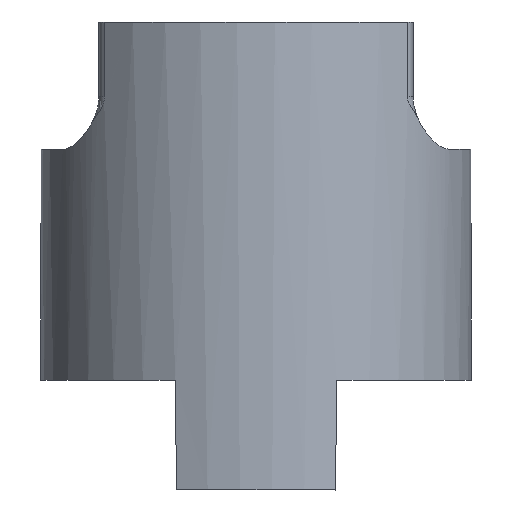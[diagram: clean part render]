
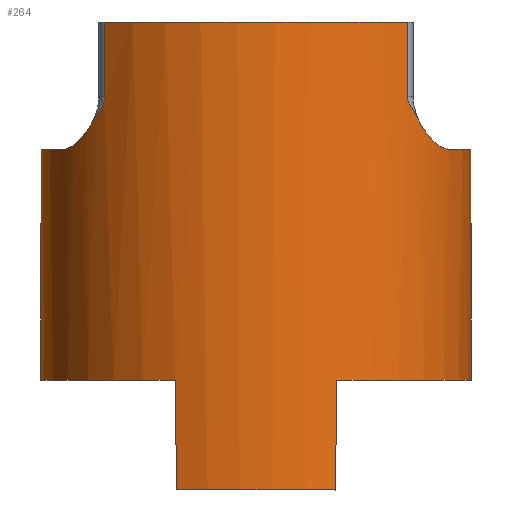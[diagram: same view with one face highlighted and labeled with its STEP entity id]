
A CAD part, front view. The second image highlights one B-rep face of the part: STEP entity #264.
In plain terms, the highlighted cylindrical face has radius 6.223 mm (diameter 12.446 mm), a partial arc.
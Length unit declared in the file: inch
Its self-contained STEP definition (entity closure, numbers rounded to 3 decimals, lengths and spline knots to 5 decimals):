
#50=CARTESIAN_POINT('',(0.13413,0.65369,-0.00394));
#51=DIRECTION('',(0.0,0.0,1.0));
#52=DIRECTION('',(1.0,0.0,0.0));
#53=AXIS2_PLACEMENT_3D('',#50,#51,#52);
#54=CYLINDRICAL_SURFACE('',#53,0.245);
#55=CARTESIAN_POINT('',(0.04213,0.88076,0.125));
#56=VERTEX_POINT('',#55);
#57=CARTESIAN_POINT('',(0.04213,0.42662,0.125));
#58=VERTEX_POINT('',#57);
#59=CARTESIAN_POINT('',(0.13413,0.65369,0.125));
#60=DIRECTION('',(0.0,0.0,1.0));
#61=DIRECTION('',(1.0,0.0,0.0));
#62=AXIS2_PLACEMENT_3D('',#59,#60,#61);
#63=CIRCLE('',#62,0.245);
#64=EDGE_CURVE('',#56,#58,#63,.T.);
#65=ORIENTED_EDGE('',*,*,#64,.T.);
#66=CARTESIAN_POINT('',(0.04363,0.42602,0.));
#67=VERTEX_POINT('',#66);
#68=CARTESIAN_POINT('',(0.04213,0.42662,0.125));
#69=CARTESIAN_POINT('',(0.04263,0.42642,0.08339));
#70=CARTESIAN_POINT('',(0.04313,0.42622,0.04172));
#71=CARTESIAN_POINT('',(0.04363,0.42602,0.));
#79=(BOUNDED_CURVE()B_SPLINE_CURVE(3,(#68,#69,#70,#71),.UNSPECIFIED.,.F.,.U.)B_SPLINE_CURVE_WITH_KNOTS((4,4),(1.18585,1.19245),.UNSPECIFIED.)CURVE()GEOMETRIC_REPRESENTATION_ITEM()RATIONAL_B_SPLINE_CURVE((1.0,1.,1.,1.0))REPRESENTATION_ITEM(''));
#80=EDGE_CURVE('',#58,#67,#79,.T.);
#81=ORIENTED_EDGE('',*,*,#80,.T.);
#82=CARTESIAN_POINT('',(0.22463,0.42602,0.));
#83=VERTEX_POINT('',#82);
#84=CARTESIAN_POINT('',(0.13413,0.65369,0.0));
#85=DIRECTION('',(0.0,0.0,1.0));
#86=DIRECTION('',(1.0,0.0,0.0));
#87=AXIS2_PLACEMENT_3D('',#84,#85,#86);
#88=CIRCLE('',#87,0.245);
#89=EDGE_CURVE('',#67,#83,#88,.T.);
#90=ORIENTED_EDGE('',*,*,#89,.T.);
#91=CARTESIAN_POINT('',(0.22613,0.42662,0.125));
#92=VERTEX_POINT('',#91);
#93=CARTESIAN_POINT('',(0.22463,0.42602,0.));
#94=CARTESIAN_POINT('',(0.22513,0.42622,0.04172));
#95=CARTESIAN_POINT('',(0.22563,0.42642,0.08339));
#96=CARTESIAN_POINT('',(0.22613,0.42662,0.125));
#104=(BOUNDED_CURVE()B_SPLINE_CURVE(3,(#93,#94,#95,#96),.UNSPECIFIED.,.F.,.U.)B_SPLINE_CURVE_WITH_KNOTS((4,4),(5.09074,5.09734),.UNSPECIFIED.)CURVE()GEOMETRIC_REPRESENTATION_ITEM()RATIONAL_B_SPLINE_CURVE((1.0,1.,1.,1.0))REPRESENTATION_ITEM(''));
#105=EDGE_CURVE('',#83,#92,#104,.T.);
#106=ORIENTED_EDGE('',*,*,#105,.T.);
#107=CARTESIAN_POINT('',(0.22613,0.88076,0.125));
#108=VERTEX_POINT('',#107);
#109=CARTESIAN_POINT('',(0.13413,0.65369,0.125));
#110=DIRECTION('',(0.0,0.0,1.0));
#111=DIRECTION('',(1.0,0.0,0.0));
#112=AXIS2_PLACEMENT_3D('',#109,#110,#111);
#113=CIRCLE('',#112,0.245);
#114=EDGE_CURVE('',#92,#108,#113,.T.);
#115=ORIENTED_EDGE('',*,*,#114,.T.);
#116=CARTESIAN_POINT('',(0.22463,0.88136,0.));
#117=VERTEX_POINT('',#116);
#118=CARTESIAN_POINT('',(0.22613,0.88076,0.125));
#119=CARTESIAN_POINT('',(0.22563,0.88096,0.08339));
#120=CARTESIAN_POINT('',(0.22513,0.88116,0.04172));
#121=CARTESIAN_POINT('',(0.22463,0.88136,0.));
#129=(BOUNDED_CURVE()B_SPLINE_CURVE(3,(#118,#119,#120,#121),.UNSPECIFIED.,.F.,.U.)B_SPLINE_CURVE_WITH_KNOTS((4,4),(1.18585,1.19245),.UNSPECIFIED.)CURVE()GEOMETRIC_REPRESENTATION_ITEM()RATIONAL_B_SPLINE_CURVE((1.0,1.,1.,1.0))REPRESENTATION_ITEM(''));
#130=EDGE_CURVE('',#108,#117,#129,.T.);
#131=ORIENTED_EDGE('',*,*,#130,.T.);
#132=CARTESIAN_POINT('',(0.2238,0.88169,0.0));
#133=VERTEX_POINT('',#132);
#134=CARTESIAN_POINT('',(0.13413,0.65369,0.0));
#135=DIRECTION('',(0.0,0.0,-1.0));
#136=DIRECTION('',(-1.0,0.0,0.0));
#137=AXIS2_PLACEMENT_3D('',#134,#135,#136);
#138=CIRCLE('',#137,0.245);
#139=EDGE_CURVE('',#133,#117,#138,.T.);
#140=ORIENTED_EDGE('',*,*,#139,.F.);
#141=CARTESIAN_POINT('',(0.2238,0.88169,0.388));
#142=VERTEX_POINT('',#141);
#143=CARTESIAN_POINT('',(0.2238,0.88169,0.0));
#144=DIRECTION('',(0.0,0.0,1.0));
#145=VECTOR('',#144,0.388);
#146=LINE('',#143,#145);
#147=EDGE_CURVE('',#133,#142,#146,.T.);
#148=ORIENTED_EDGE('',*,*,#147,.T.);
#149=CARTESIAN_POINT('',(0.35428,0.54618,0.388));
#150=VERTEX_POINT('',#149);
#151=CARTESIAN_POINT('',(0.13413,0.65369,0.388));
#152=DIRECTION('',(0.0,0.0,-1.0));
#153=DIRECTION('',(1.0,0.0,0.0));
#154=AXIS2_PLACEMENT_3D('',#151,#152,#153);
#155=CIRCLE('',#154,0.245);
#156=EDGE_CURVE('',#142,#150,#155,.T.);
#157=ORIENTED_EDGE('',*,*,#156,.T.);
#158=CARTESIAN_POINT('',(0.30722,0.48029,0.448));
#159=VERTEX_POINT('',#158);
#160=CARTESIAN_POINT('',(0.35428,0.54618,0.388));
#161=CARTESIAN_POINT('',(0.35232,0.54216,0.388));
#162=CARTESIAN_POINT('',(0.35027,0.53825,0.38841));
#163=CARTESIAN_POINT('',(0.34603,0.53065,0.39003));
#164=CARTESIAN_POINT('',(0.34382,0.52692,0.39125));
#165=CARTESIAN_POINT('',(0.33723,0.51641,0.39597));
#166=CARTESIAN_POINT('',(0.33275,0.5101,0.40062));
#167=CARTESIAN_POINT('',(0.32449,0.49932,0.41186));
#168=CARTESIAN_POINT('',(0.32068,0.49478,0.41848));
#169=CARTESIAN_POINT('',(0.31366,0.48689,0.43278));
#170=CARTESIAN_POINT('',(0.30588,0.47897,0.43935));
#171=CARTESIAN_POINT('',(0.30722,0.48029,0.448));
#172=B_SPLINE_CURVE_WITH_KNOTS('',3,(#160,#161,#162,#163,#164,#165,#166,#167,#168,#169,#170,#171),.UNSPECIFIED.,.F.,.U.,(4,2,2,2,2,4),(0.,0.00034,0.00067,0.00135,0.00202,0.0027),.UNSPECIFIED.);
#173=EDGE_CURVE('',#150,#159,#172,.T.);
#174=ORIENTED_EDGE('',*,*,#173,.T.);
#175=CARTESIAN_POINT('',(0.30722,0.48029,0.533));
#176=VERTEX_POINT('',#175);
#177=CARTESIAN_POINT('',(0.30722,0.48029,0.448));
#178=DIRECTION('',(0.,0.,1.0));
#179=VECTOR('',#178,0.085);
#180=LINE('',#177,#179);
#181=EDGE_CURVE('',#159,#176,#180,.T.);
#182=ORIENTED_EDGE('',*,*,#181,.T.);
#183=CARTESIAN_POINT('',(-0.03896,0.48029,0.533));
#184=VERTEX_POINT('',#183);
#185=CARTESIAN_POINT('',(0.13413,0.65369,0.533));
#186=DIRECTION('',(0.0,0.0,-1.0));
#187=DIRECTION('',(1.0,0.0,0.0));
#188=AXIS2_PLACEMENT_3D('',#185,#186,#187);
#189=CIRCLE('',#188,0.245);
#190=EDGE_CURVE('',#176,#184,#189,.T.);
#191=ORIENTED_EDGE('',*,*,#190,.T.);
#192=CARTESIAN_POINT('',(-0.03896,0.48029,0.448));
#193=VERTEX_POINT('',#192);
#194=CARTESIAN_POINT('',(-0.03896,0.48029,0.533));
#195=DIRECTION('',(0.,0.,-1.0));
#196=VECTOR('',#195,0.085);
#197=LINE('',#194,#196);
#198=EDGE_CURVE('',#184,#193,#197,.T.);
#199=ORIENTED_EDGE('',*,*,#198,.T.);
#200=CARTESIAN_POINT('',(-0.05215,0.49455,0.41936));
#201=VERTEX_POINT('',#200);
#202=CARTESIAN_POINT('',(-0.03896,0.48029,0.448));
#203=CARTESIAN_POINT('',(-0.03728,0.47862,0.43671));
#204=CARTESIAN_POINT('',(-0.04733,0.4889,0.42824));
#205=CARTESIAN_POINT('',(-0.05215,0.49455,0.41936));
#206=B_SPLINE_CURVE_WITH_KNOTS('',3,(#202,#203,#204,#205),.UNSPECIFIED.,.F.,.U.,(4,4),(-0.00001,0.00087),.UNSPECIFIED.);
#207=EDGE_CURVE('',#193,#201,#206,.T.);
#208=ORIENTED_EDGE('',*,*,#207,.T.);
#209=CARTESIAN_POINT('',(-0.08603,0.54618,0.388));
#210=VERTEX_POINT('',#209);
#211=CARTESIAN_POINT('',(-0.05215,0.49455,0.41936));
#212=CARTESIAN_POINT('',(-0.05714,0.50039,0.41017));
#213=CARTESIAN_POINT('',(-0.06283,0.50759,0.40218));
#214=CARTESIAN_POINT('',(-0.07178,0.52082,0.39381));
#215=CARTESIAN_POINT('',(-0.07474,0.5255,0.39168));
#216=CARTESIAN_POINT('',(-0.08055,0.53548,0.38877));
#217=CARTESIAN_POINT('',(-0.08341,0.54083,0.388));
#218=CARTESIAN_POINT('',(-0.08603,0.54618,0.388));
#219=B_SPLINE_CURVE_WITH_KNOTS('',3,(#211,#212,#213,#214,#215,#216,#217,#218),.UNSPECIFIED.,.F.,.U.,(4,2,2,4),(0.00087,0.00178,0.00224,0.00269),.UNSPECIFIED.);
#220=EDGE_CURVE('',#201,#210,#219,.T.);
#221=ORIENTED_EDGE('',*,*,#220,.T.);
#222=CARTESIAN_POINT('',(0.04445,0.88169,0.388));
#223=VERTEX_POINT('',#222);
#224=CARTESIAN_POINT('',(0.13413,0.65369,0.388));
#225=DIRECTION('',(0.0,0.0,-1.0));
#226=DIRECTION('',(1.0,0.0,0.0));
#227=AXIS2_PLACEMENT_3D('',#224,#225,#226);
#228=CIRCLE('',#227,0.245);
#229=EDGE_CURVE('',#210,#223,#228,.T.);
#230=ORIENTED_EDGE('',*,*,#229,.T.);
#231=CARTESIAN_POINT('',(0.04445,0.88169,0.0));
#232=VERTEX_POINT('',#231);
#233=CARTESIAN_POINT('',(0.04445,0.88169,0.388));
#234=DIRECTION('',(0.0,0.0,-1.0));
#235=VECTOR('',#234,0.388);
#236=LINE('',#233,#235);
#237=EDGE_CURVE('',#223,#232,#236,.T.);
#238=ORIENTED_EDGE('',*,*,#237,.T.);
#239=CARTESIAN_POINT('',(0.04363,0.88136,0.));
#240=VERTEX_POINT('',#239);
#241=CARTESIAN_POINT('',(0.13413,0.65369,0.0));
#242=DIRECTION('',(0.0,0.0,1.0));
#243=DIRECTION('',(1.0,0.0,0.0));
#244=AXIS2_PLACEMENT_3D('',#241,#242,#243);
#245=CIRCLE('',#244,0.245);
#246=EDGE_CURVE('',#232,#240,#245,.T.);
#247=ORIENTED_EDGE('',*,*,#246,.T.);
#248=CARTESIAN_POINT('',(0.04363,0.88136,0.));
#249=CARTESIAN_POINT('',(0.04313,0.88116,0.04172));
#250=CARTESIAN_POINT('',(0.04263,0.88096,0.08339));
#251=CARTESIAN_POINT('',(0.04213,0.88076,0.125));
#259=(BOUNDED_CURVE()B_SPLINE_CURVE(3,(#248,#249,#250,#251),.UNSPECIFIED.,.F.,.U.)B_SPLINE_CURVE_WITH_KNOTS((4,4),(5.09074,5.09734),.UNSPECIFIED.)CURVE()GEOMETRIC_REPRESENTATION_ITEM()RATIONAL_B_SPLINE_CURVE((1.0,1.,1.,1.0))REPRESENTATION_ITEM(''));
#260=EDGE_CURVE('',#240,#56,#259,.T.);
#261=ORIENTED_EDGE('',*,*,#260,.T.);
#262=EDGE_LOOP('',(#65,#81,#90,#106,#115,#131,#140,#148,#157,#174,#182,#191,#199,#208,#221,#230,#238,#247,#261));
#263=FACE_OUTER_BOUND('',#262,.T.);
#264=ADVANCED_FACE('',(#263),#54,.T.);
